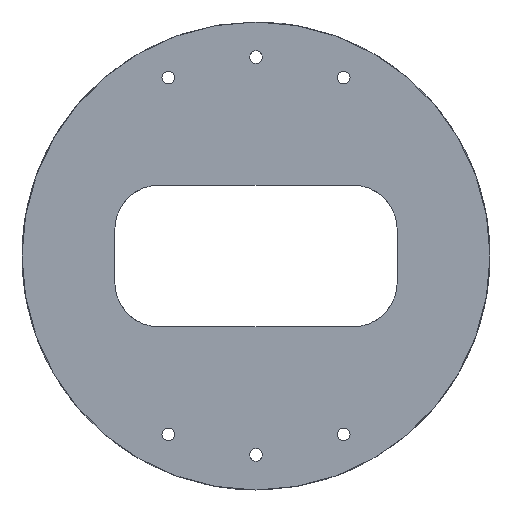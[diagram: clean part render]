
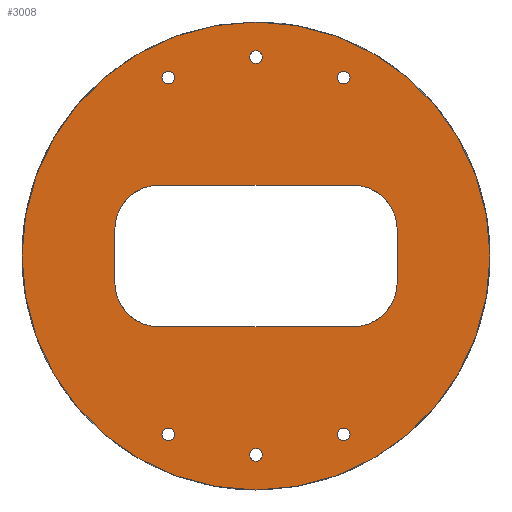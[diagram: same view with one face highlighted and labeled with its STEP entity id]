
A CAD part, front view. The second image highlights one B-rep face of the part: STEP entity #3008.
In plain terms, the highlighted planar face has unit normal (0, -1, 0).
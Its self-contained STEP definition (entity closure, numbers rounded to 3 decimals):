
#86=FACE_BOUND('',#558,.T.);
#87=FACE_BOUND('',#559,.T.);
#88=FACE_BOUND('',#560,.T.);
#89=FACE_BOUND('',#561,.T.);
#90=FACE_BOUND('',#562,.T.);
#91=FACE_BOUND('',#563,.T.);
#92=FACE_BOUND('',#564,.T.);
#244=PLANE('',#3312);
#352=FACE_OUTER_BOUND('',#557,.T.);
#557=EDGE_LOOP('',(#2383,#2384));
#558=EDGE_LOOP('',(#2385,#2386));
#559=EDGE_LOOP('',(#2387,#2388));
#560=EDGE_LOOP('',(#2389,#2390));
#561=EDGE_LOOP('',(#2391,#2392,#2393,#2394,#2395,#2396,#2397,#2398));
#562=EDGE_LOOP('',(#2399,#2400));
#563=EDGE_LOOP('',(#2401,#2402));
#564=EDGE_LOOP('',(#2403,#2404));
#705=LINE('',#4317,#880);
#730=LINE('',#5416,#905);
#754=LINE('',#8542,#929);
#771=LINE('',#8635,#946);
#880=VECTOR('',#3508,66.5);
#905=VECTOR('',#3653,18.373);
#929=VECTOR('',#3741,18.373);
#946=VECTOR('',#3806,66.5);
#1106=CIRCLE('',#3234,80.);
#1107=CIRCLE('',#3235,80.);
#1119=CIRCLE('',#3251,15.);
#1121=CIRCLE('',#3255,15.);
#1124=CIRCLE('',#3260,15.);
#1128=CIRCLE('',#3265,15.);
#1131=CIRCLE('',#3272,2.15);
#1132=CIRCLE('',#3273,2.15);
#1134=CIRCLE('',#3276,2.15);
#1135=CIRCLE('',#3277,2.15);
#1137=CIRCLE('',#3280,2.15);
#1138=CIRCLE('',#3281,2.15);
#1140=CIRCLE('',#3284,2.15);
#1141=CIRCLE('',#3285,2.15);
#1143=CIRCLE('',#3288,2.15);
#1144=CIRCLE('',#3289,2.15);
#1146=CIRCLE('',#3292,2.15);
#1147=CIRCLE('',#3293,2.15);
#1225=VERTEX_POINT('',#4314);
#1226=VERTEX_POINT('',#4316);
#1280=VERTEX_POINT('',#5112);
#1295=VERTEX_POINT('',#5414);
#1325=VERTEX_POINT('',#5494);
#1326=VERTEX_POINT('',#5495);
#1354=VERTEX_POINT('',#8169);
#1369=VERTEX_POINT('',#8540);
#1378=VERTEX_POINT('',#8571);
#1388=VERTEX_POINT('',#8614);
#1397=VERTEX_POINT('',#8639);
#1398=VERTEX_POINT('',#8641);
#1400=VERTEX_POINT('',#8647);
#1401=VERTEX_POINT('',#8649);
#1403=VERTEX_POINT('',#8655);
#1404=VERTEX_POINT('',#8657);
#1406=VERTEX_POINT('',#8663);
#1407=VERTEX_POINT('',#8665);
#1409=VERTEX_POINT('',#8671);
#1410=VERTEX_POINT('',#8673);
#1412=VERTEX_POINT('',#8679);
#1413=VERTEX_POINT('',#8681);
#1535=EDGE_CURVE('',#1225,#1226,#705,.T.);
#1622=EDGE_CURVE('',#1295,#1280,#730,.T.);
#1654=EDGE_CURVE('',#1325,#1326,#1106,.T.);
#1655=EDGE_CURVE('',#1326,#1325,#1107,.T.);
#1700=EDGE_CURVE('',#1369,#1354,#754,.T.);
#1710=EDGE_CURVE('',#1280,#1225,#1119,.T.);
#1714=EDGE_CURVE('',#1378,#1295,#1121,.T.);
#1720=EDGE_CURVE('',#1226,#1369,#1124,.T.);
#1727=EDGE_CURVE('',#1354,#1388,#1128,.T.);
#1739=EDGE_CURVE('',#1388,#1378,#771,.T.);
#1742=EDGE_CURVE('',#1397,#1398,#1131,.T.);
#1743=EDGE_CURVE('',#1398,#1397,#1132,.T.);
#1746=EDGE_CURVE('',#1400,#1401,#1134,.T.);
#1747=EDGE_CURVE('',#1401,#1400,#1135,.T.);
#1750=EDGE_CURVE('',#1403,#1404,#1137,.T.);
#1751=EDGE_CURVE('',#1404,#1403,#1138,.T.);
#1754=EDGE_CURVE('',#1406,#1407,#1140,.T.);
#1755=EDGE_CURVE('',#1407,#1406,#1141,.T.);
#1758=EDGE_CURVE('',#1409,#1410,#1143,.T.);
#1759=EDGE_CURVE('',#1410,#1409,#1144,.T.);
#1762=EDGE_CURVE('',#1412,#1413,#1146,.T.);
#1763=EDGE_CURVE('',#1413,#1412,#1147,.T.);
#2383=ORIENTED_EDGE('',*,*,#1654,.T.);
#2384=ORIENTED_EDGE('',*,*,#1655,.T.);
#2385=ORIENTED_EDGE('',*,*,#1751,.F.);
#2386=ORIENTED_EDGE('',*,*,#1750,.F.);
#2387=ORIENTED_EDGE('',*,*,#1743,.F.);
#2388=ORIENTED_EDGE('',*,*,#1742,.F.);
#2389=ORIENTED_EDGE('',*,*,#1759,.F.);
#2390=ORIENTED_EDGE('',*,*,#1758,.F.);
#2391=ORIENTED_EDGE('',*,*,#1535,.F.);
#2392=ORIENTED_EDGE('',*,*,#1710,.F.);
#2393=ORIENTED_EDGE('',*,*,#1622,.F.);
#2394=ORIENTED_EDGE('',*,*,#1714,.F.);
#2395=ORIENTED_EDGE('',*,*,#1739,.F.);
#2396=ORIENTED_EDGE('',*,*,#1727,.F.);
#2397=ORIENTED_EDGE('',*,*,#1700,.F.);
#2398=ORIENTED_EDGE('',*,*,#1720,.F.);
#2399=ORIENTED_EDGE('',*,*,#1763,.F.);
#2400=ORIENTED_EDGE('',*,*,#1762,.F.);
#2401=ORIENTED_EDGE('',*,*,#1755,.F.);
#2402=ORIENTED_EDGE('',*,*,#1754,.F.);
#2403=ORIENTED_EDGE('',*,*,#1747,.F.);
#2404=ORIENTED_EDGE('',*,*,#1746,.F.);
#3008=ADVANCED_FACE('',(#352,#86,#87,#88,#89,#90,#91,#92),#244,.T.);
#3234=AXIS2_PLACEMENT_3D('',#5496,#3706,#3707);
#3235=AXIS2_PLACEMENT_3D('',#5497,#3708,#3709);
#3251=AXIS2_PLACEMENT_3D('',#8564,#3757,#3758);
#3255=AXIS2_PLACEMENT_3D('',#8573,#3766,#3767);
#3260=AXIS2_PLACEMENT_3D('',#8591,#3777,#3778);
#3265=AXIS2_PLACEMENT_3D('',#8615,#3788,#3789);
#3272=AXIS2_PLACEMENT_3D('',#8642,#3812,#3813);
#3273=AXIS2_PLACEMENT_3D('',#8643,#3814,#3815);
#3276=AXIS2_PLACEMENT_3D('',#8650,#3821,#3822);
#3277=AXIS2_PLACEMENT_3D('',#8651,#3823,#3824);
#3280=AXIS2_PLACEMENT_3D('',#8658,#3830,#3831);
#3281=AXIS2_PLACEMENT_3D('',#8659,#3832,#3833);
#3284=AXIS2_PLACEMENT_3D('',#8666,#3839,#3840);
#3285=AXIS2_PLACEMENT_3D('',#8667,#3841,#3842);
#3288=AXIS2_PLACEMENT_3D('',#8674,#3848,#3849);
#3289=AXIS2_PLACEMENT_3D('',#8675,#3850,#3851);
#3292=AXIS2_PLACEMENT_3D('',#8682,#3857,#3858);
#3293=AXIS2_PLACEMENT_3D('',#8683,#3859,#3860);
#3312=AXIS2_PLACEMENT_3D('',#11090,#3913,#3914);
#3508=DIRECTION('',(1.,0.,0.));
#3653=DIRECTION('',(0.,0.,-1.));
#3706=DIRECTION('center_axis',(0.,-1.,0.));
#3707=DIRECTION('ref_axis',(0.,0.,-1.));
#3708=DIRECTION('center_axis',(0.,-1.,0.));
#3709=DIRECTION('ref_axis',(0.,0.,-1.));
#3741=DIRECTION('',(0.,0.,1.));
#3757=DIRECTION('center_axis',(0.,-1.,0.));
#3758=DIRECTION('ref_axis',(0.,0.,-1.));
#3766=DIRECTION('center_axis',(0.,-1.,0.));
#3767=DIRECTION('ref_axis',(0.,0.,-1.));
#3777=DIRECTION('center_axis',(0.,-1.,0.));
#3778=DIRECTION('ref_axis',(0.,0.,-1.));
#3788=DIRECTION('center_axis',(0.,-1.,0.));
#3789=DIRECTION('ref_axis',(0.,0.,-1.));
#3806=DIRECTION('',(-1.,0.,0.));
#3812=DIRECTION('center_axis',(0.,-1.,0.));
#3813=DIRECTION('ref_axis',(0.,0.,-1.));
#3814=DIRECTION('center_axis',(0.,-1.,0.));
#3815=DIRECTION('ref_axis',(0.,0.,-1.));
#3821=DIRECTION('center_axis',(0.,-1.,0.));
#3822=DIRECTION('ref_axis',(0.,0.,-1.));
#3823=DIRECTION('center_axis',(0.,-1.,0.));
#3824=DIRECTION('ref_axis',(0.,0.,-1.));
#3830=DIRECTION('center_axis',(0.,-1.,0.));
#3831=DIRECTION('ref_axis',(0.,0.,-1.));
#3832=DIRECTION('center_axis',(0.,-1.,0.));
#3833=DIRECTION('ref_axis',(0.,0.,-1.));
#3839=DIRECTION('center_axis',(0.,-1.,0.));
#3840=DIRECTION('ref_axis',(0.,0.,-1.));
#3841=DIRECTION('center_axis',(0.,-1.,0.));
#3842=DIRECTION('ref_axis',(0.,0.,-1.));
#3848=DIRECTION('center_axis',(0.,-1.,0.));
#3849=DIRECTION('ref_axis',(0.,0.,-1.));
#3850=DIRECTION('center_axis',(0.,-1.,0.));
#3851=DIRECTION('ref_axis',(0.,0.,-1.));
#3857=DIRECTION('center_axis',(0.,-1.,0.));
#3858=DIRECTION('ref_axis',(0.,0.,-1.));
#3859=DIRECTION('center_axis',(0.,-1.,0.));
#3860=DIRECTION('ref_axis',(0.,0.,-1.));
#3913=DIRECTION('center_axis',(0.,-1.,0.));
#3914=DIRECTION('ref_axis',(0.,0.,-1.));
#4314=CARTESIAN_POINT('',(46.75,-20.,-104.187));
#4316=CARTESIAN_POINT('',(113.25,-20.,-104.187));
#4317=CARTESIAN_POINT('',(46.75,-20.,-104.187));
#5112=CARTESIAN_POINT('',(31.75,-20.,-89.187));
#5414=CARTESIAN_POINT('',(31.75,-20.,-70.813));
#5416=CARTESIAN_POINT('',(31.75,-20.,-70.813));
#5494=CARTESIAN_POINT('',(160.,-20.,-80.));
#5495=CARTESIAN_POINT('',(80.,-20.,0.));
#5496=CARTESIAN_POINT('Origin',(80.,-20.,-80.));
#5497=CARTESIAN_POINT('Origin',(80.,-20.,-80.));
#8169=CARTESIAN_POINT('',(128.25,-20.,-70.813));
#8540=CARTESIAN_POINT('',(128.25,-20.,-89.187));
#8542=CARTESIAN_POINT('',(128.25,-20.,-89.187));
#8564=CARTESIAN_POINT('Origin',(46.75,-20.,-89.187));
#8571=CARTESIAN_POINT('',(46.75,-20.,-55.813));
#8573=CARTESIAN_POINT('Origin',(46.75,-20.,-70.813));
#8591=CARTESIAN_POINT('Origin',(113.25,-20.,-89.187));
#8614=CARTESIAN_POINT('',(113.25,-20.,-55.813));
#8615=CARTESIAN_POINT('Origin',(113.25,-20.,-70.813));
#8635=CARTESIAN_POINT('',(113.25,-20.,-55.813));
#8639=CARTESIAN_POINT('',(110.001,-20.,-16.85));
#8641=CARTESIAN_POINT('',(110.001,-20.,-21.15));
#8642=CARTESIAN_POINT('Origin',(110.001,-20.,-19.));
#8643=CARTESIAN_POINT('Origin',(110.001,-20.,-19.));
#8647=CARTESIAN_POINT('',(80.,-20.,-9.85));
#8649=CARTESIAN_POINT('',(80.,-20.,-14.15));
#8650=CARTESIAN_POINT('Origin',(80.,-20.,-12.));
#8651=CARTESIAN_POINT('Origin',(80.,-20.,-12.));
#8655=CARTESIAN_POINT('',(50.001,-20.,-16.85));
#8657=CARTESIAN_POINT('',(50.001,-20.,-21.15));
#8658=CARTESIAN_POINT('Origin',(50.001,-20.,-19.));
#8659=CARTESIAN_POINT('Origin',(50.001,-20.,-19.));
#8663=CARTESIAN_POINT('',(50.001,-20.,-138.85));
#8665=CARTESIAN_POINT('',(50.001,-20.,-143.15));
#8666=CARTESIAN_POINT('Origin',(50.001,-20.,-141.));
#8667=CARTESIAN_POINT('Origin',(50.001,-20.,-141.));
#8671=CARTESIAN_POINT('',(80.,-20.,-145.85));
#8673=CARTESIAN_POINT('',(80.,-20.,-150.15));
#8674=CARTESIAN_POINT('Origin',(80.,-20.,-148.));
#8675=CARTESIAN_POINT('Origin',(80.,-20.,-148.));
#8679=CARTESIAN_POINT('',(110.001,-20.,-138.85));
#8681=CARTESIAN_POINT('',(110.001,-20.,-143.15));
#8682=CARTESIAN_POINT('Origin',(110.001,-20.,-141.));
#8683=CARTESIAN_POINT('Origin',(110.001,-20.,-141.));
#11090=CARTESIAN_POINT('Origin',(0.,-20.,0.));
